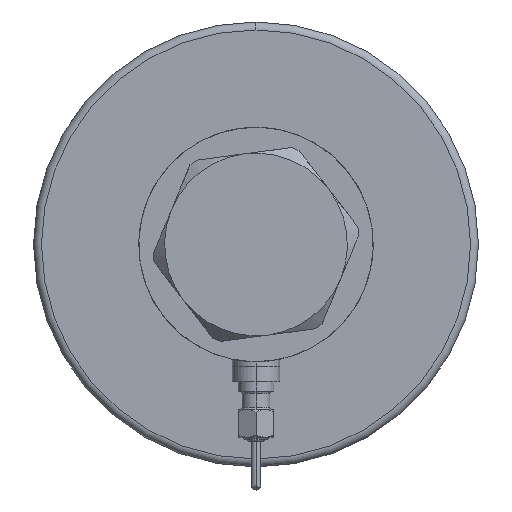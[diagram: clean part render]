
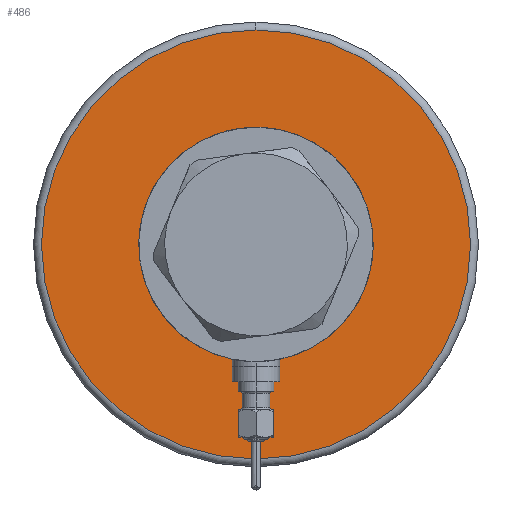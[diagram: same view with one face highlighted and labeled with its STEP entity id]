
A CAD part, left-side view. The second image highlights one B-rep face of the part: STEP entity #486.
In plain terms, the highlighted face is planar.
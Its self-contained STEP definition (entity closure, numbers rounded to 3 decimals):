
#54 = FACE_OUTER_BOUND ( 'NONE', #5136, .T. ) ;
#154 = EDGE_LOOP ( 'NONE', ( #5836, #2200 ) ) ;
#234 = ORIENTED_EDGE ( 'NONE', *, *, #2144, .T. ) ;
#486 = ADVANCED_FACE ( 'NONE', ( #54, #1126 ), #996, .F. ) ;
#631 = DIRECTION ( 'NONE',  ( 0., 0., 1. ) ) ;
#750 = DIRECTION ( 'NONE',  ( 1., 0., 0. ) ) ;
#941 = DIRECTION ( 'NONE',  ( 0., 0., 1. ) ) ;
#945 = AXIS2_PLACEMENT_3D ( 'NONE', #4804, #6514, #5473 ) ;
#996 = PLANE ( 'NONE',  #5118 ) ;
#1048 = CARTESIAN_POINT ( 'NONE',  ( 24., 0., 0. ) ) ;
#1126 = FACE_BOUND ( 'NONE', #154, .T. ) ;
#1140 = ORIENTED_EDGE ( 'NONE', *, *, #4669, .T. ) ;
#1934 = CARTESIAN_POINT ( 'NONE',  ( 0., 0., 0. ) ) ;
#2014 = DIRECTION ( 'NONE',  ( 1., 0., 0. ) ) ;
#2144 = EDGE_CURVE ( 'NONE', #3447, #6859, #4280, .T. ) ;
#2200 = ORIENTED_EDGE ( 'NONE', *, *, #4795, .T. ) ;
#2381 = AXIS2_PLACEMENT_3D ( 'NONE', #3475, #2901, #750 ) ;
#2507 = CARTESIAN_POINT ( 'NONE',  ( -24., 0., 0. ) ) ;
#2533 = CARTESIAN_POINT ( 'NONE',  ( 54., 0., 0. ) ) ;
#2901 = DIRECTION ( 'NONE',  ( 0., 0., -1. ) ) ;
#3447 = VERTEX_POINT ( 'NONE', #4254 ) ;
#3475 = CARTESIAN_POINT ( 'NONE',  ( 0., 0., 0. ) ) ;
#3528 = CIRCLE ( 'NONE', #4179, 24. ) ;
#3662 = DIRECTION ( 'NONE',  ( 1., 0., 0. ) ) ;
#4179 = AXIS2_PLACEMENT_3D ( 'NONE', #5875, #4219, #2014 ) ;
#4219 = DIRECTION ( 'NONE',  ( 0., 0., 1. ) ) ;
#4254 = CARTESIAN_POINT ( 'NONE',  ( -54., 0., 0. ) ) ;
#4280 = CIRCLE ( 'NONE', #945, 54. ) ;
#4331 = VERTEX_POINT ( 'NONE', #2507 ) ;
#4470 = EDGE_CURVE ( 'NONE', #5956, #4331, #3528, .T. ) ;
#4550 = DIRECTION ( 'NONE',  ( 1., 0., 0. ) ) ;
#4669 = EDGE_CURVE ( 'NONE', #6859, #3447, #5828, .T. ) ;
#4795 = EDGE_CURVE ( 'NONE', #4331, #5956, #5712, .T. ) ;
#4804 = CARTESIAN_POINT ( 'NONE',  ( 0., 0., 0. ) ) ;
#5118 = AXIS2_PLACEMENT_3D ( 'NONE', #5776, #631, #3662 ) ;
#5136 = EDGE_LOOP ( 'NONE', ( #1140, #234 ) ) ;
#5473 = DIRECTION ( 'NONE',  ( 1., 0., 0. ) ) ;
#5712 = CIRCLE ( 'NONE', #6840, 24. ) ;
#5776 = CARTESIAN_POINT ( 'NONE',  ( 0., 0., 0. ) ) ;
#5828 = CIRCLE ( 'NONE', #2381, 54. ) ;
#5836 = ORIENTED_EDGE ( 'NONE', *, *, #4470, .T. ) ;
#5875 = CARTESIAN_POINT ( 'NONE',  ( 0., 0., 0. ) ) ;
#5956 = VERTEX_POINT ( 'NONE', #1048 ) ;
#6514 = DIRECTION ( 'NONE',  ( 0., 0., -1. ) ) ;
#6840 = AXIS2_PLACEMENT_3D ( 'NONE', #1934, #941, #4550 ) ;
#6859 = VERTEX_POINT ( 'NONE', #2533 ) ;
